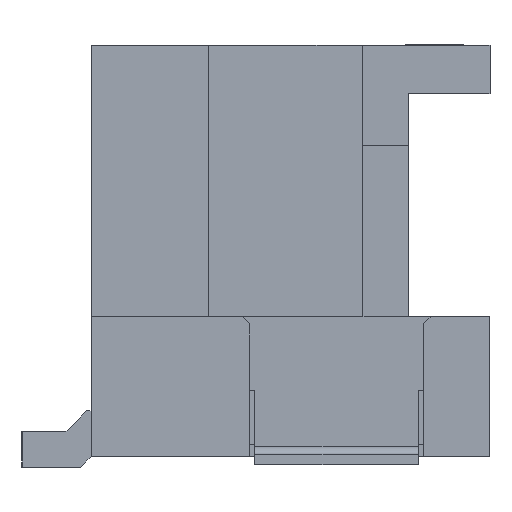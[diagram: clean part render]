
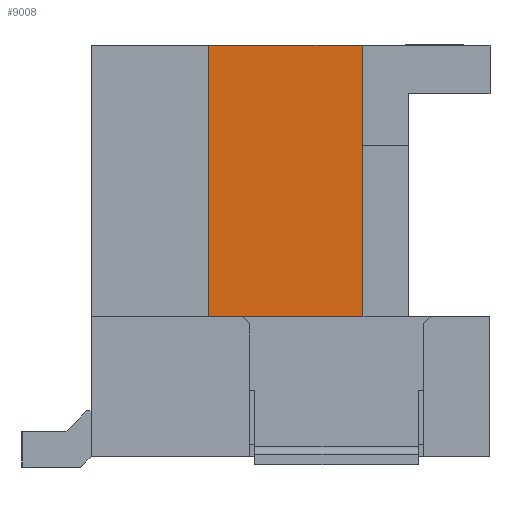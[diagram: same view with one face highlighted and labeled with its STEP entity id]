
A CAD part, left-side view. The second image highlights one B-rep face of the part: STEP entity #9008.
In plain terms, the highlighted planar face has unit normal (-1, 0, 0).
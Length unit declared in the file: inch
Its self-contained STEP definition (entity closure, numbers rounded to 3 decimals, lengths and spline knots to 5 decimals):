
#415=FACE_OUTER_BOUND('',#920,.T.);
#920=EDGE_LOOP('',(#6405,#6406,#6407,#6408,#6409));
#1396=LINE('',#12421,#2568);
#1664=LINE('',#12961,#2836);
#1665=LINE('',#12964,#2837);
#1666=LINE('',#12966,#2838);
#1667=LINE('',#12967,#2839);
#2568=VECTOR('',#10233,0.11811);
#2836=VECTOR('',#10661,0.19882);
#2837=VECTOR('',#10664,0.00197);
#2838=VECTOR('',#10665,0.11614);
#2839=VECTOR('',#10666,0.19882);
#3724=VERTEX_POINT('',#12418);
#3725=VERTEX_POINT('',#12420);
#3917=VERTEX_POINT('',#12959);
#3918=VERTEX_POINT('',#12963);
#3919=VERTEX_POINT('',#12965);
#4604=EDGE_CURVE('',#3724,#3725,#1396,.T.);
#4876=EDGE_CURVE('',#3724,#3917,#1664,.T.);
#4877=EDGE_CURVE('',#3918,#3917,#1665,.T.);
#4878=EDGE_CURVE('',#3919,#3918,#1666,.T.);
#4879=EDGE_CURVE('',#3919,#3725,#1667,.T.);
#6405=ORIENTED_EDGE('',*,*,#4876,.T.);
#6406=ORIENTED_EDGE('',*,*,#4877,.F.);
#6407=ORIENTED_EDGE('',*,*,#4878,.F.);
#6408=ORIENTED_EDGE('',*,*,#4879,.T.);
#6409=ORIENTED_EDGE('',*,*,#4604,.F.);
#8570=PLANE('',#9698);
#9008=ADVANCED_FACE('',(#415),#8570,.T.);
#9698=AXIS2_PLACEMENT_3D('',#12962,#10662,#10663);
#10233=DIRECTION('',(0.,0.,1.));
#10661=DIRECTION('',(0.,-1.,0.));
#10662=DIRECTION('center_axis',(-1.,0.,0.));
#10663=DIRECTION('ref_axis',(0.,0.,
-1.));
#10664=DIRECTION('',(0.,0.,-1.));
#10665=DIRECTION('',(0.,0.,-1.));
#10666=DIRECTION('',(0.,1.,0.));
#12418=CARTESIAN_POINT('',(0.25364,0.22735,0.2259));
#12420=CARTESIAN_POINT('',(0.25364,0.22735,0.34401));
#12421=CARTESIAN_POINT('',(0.25364,0.22735,0.2259));
#12959=CARTESIAN_POINT('',(0.25364,0.01863,0.2259));
#12961=CARTESIAN_POINT('',(0.25364,0.21745,0.2259));
#12962=CARTESIAN_POINT('Origin',(0.25364,0.03832,0.44243));
#12963=CARTESIAN_POINT('',(0.25364,0.01863,0.22786));
#12964=CARTESIAN_POINT('',(0.25364,0.01863,0.22786));
#12965=CARTESIAN_POINT('',(0.25364,0.01863,0.34401));
#12966=CARTESIAN_POINT('',(0.25364,0.01863,0.34401));
#12967=CARTESIAN_POINT('',(0.25364,0.01863,0.34401));
